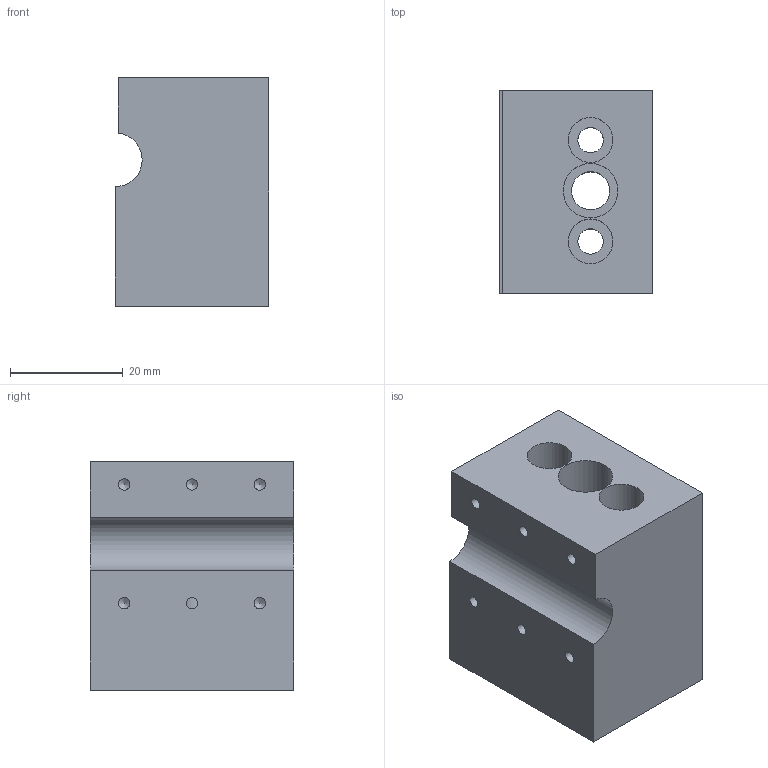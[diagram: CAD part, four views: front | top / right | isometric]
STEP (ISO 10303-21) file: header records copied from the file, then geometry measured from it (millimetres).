
FILE_DESCRIPTION(/* description */ ('zgalvo_to_optisigma_stage'),/* implementation_level */ '2;1');
FILE_NAME(/* name */ 'xgalvo_to_newport_stage.stp',/* time_stamp */ '2022-05-25T17:59:45-04:00',/* author */ ('kk4764'),/* organization */ (''),/* preprocessor_version */ 'ST-DEVELOPER v18.1',/* originating_system */ 'Autodesk Inventor 2022',/* authorisation */ '');
FILE_SCHEMA (('AUTOMOTIVE_DESIGN { 1 0 10303 214 3 1 1 }'));
Length unit declared in the file: millimetre
Products named in the file (1): zgalvo_to_newport_stage
Bounding box: 27.15 x 36 x 40.4 mm (x, y, z)
Volume: 34254 mm3; surface area: 9679.7 mm2
Topology: 1 solids, 1 shells, 37 faces, 86 edges, 54 vertices
Faces by surface type: cylinder 17, plane 10, cone 10
Full cylindrical faces by diameter (mm): 1.567 x4, 2.013 x6, 4.496 x2, 6.756 x1, 7.938 x2, 9.652 x1
Entity records: 1067 total; most frequent: DIRECTION 186, CARTESIAN_POINT 168, ORIENTED_EDGE 152, EDGE_CURVE 76, AXIS2_PLACEMENT_3D 72, EDGE_LOOP 56, VERTEX_POINT 54, LINE 42
